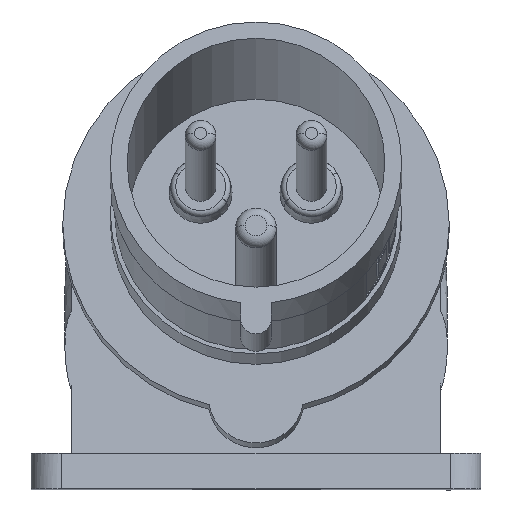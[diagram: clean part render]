
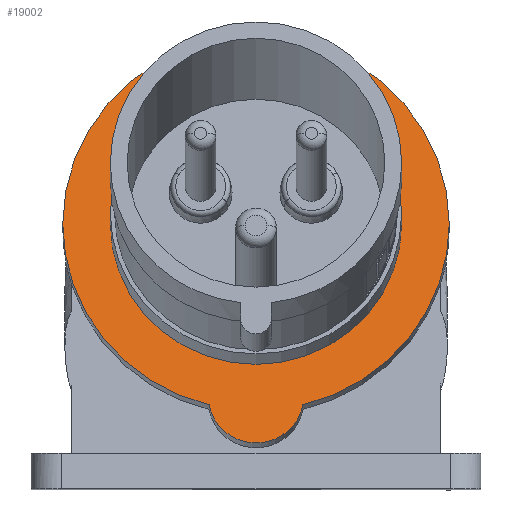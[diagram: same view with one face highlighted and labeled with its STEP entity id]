
A CAD part, top view. The second image highlights one B-rep face of the part: STEP entity #19002.
In plain terms, the highlighted planar face has unit normal (0, 0.259, 0.966).
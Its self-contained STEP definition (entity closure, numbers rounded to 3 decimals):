
#453 = CIRCLE ( 'NONE', #2195, 37.8 ) ;
#497 = AXIS2_PLACEMENT_3D ( 'NONE', #13440, #18505, #20202 ) ;
#539 = DIRECTION ( 'NONE',  ( -1., 0., 0. ) ) ;
#914 = CARTESIAN_POINT ( 'NONE',  ( 205.069, -41.168, 68.704 ) ) ;
#1241 = DIRECTION ( 'NONE',  ( 1., 0., 0. ) ) ;
#1439 = EDGE_CURVE ( 'NONE', #12831, #13635, #6356, .T. ) ;
#1558 = FACE_OUTER_BOUND ( 'NONE', #6221, .T. ) ;
#1633 = ORIENTED_EDGE ( 'NONE', *, *, #1756, .F. ) ;
#1756 = EDGE_CURVE ( 'NONE', #19813, #7557, #453, .T. ) ;
#1946 = CARTESIAN_POINT ( 'NONE',  ( 233.569, -41.168, 68.704 ) ) ;
#2176 = CIRCLE ( 'NONE', #20946, 9.3 ) ;
#2195 = AXIS2_PLACEMENT_3D ( 'NONE', #16384, #8052, #16305 ) ;
#2453 = EDGE_CURVE ( 'NONE', #18267, #18000, #21996, .T. ) ;
#2626 = AXIS2_PLACEMENT_3D ( 'NONE', #914, #15456, #539 ) ;
#3082 = CARTESIAN_POINT ( 'NONE',  ( 242.869, -41.168, 68.704 ) ) ;
#3964 = ORIENTED_EDGE ( 'NONE', *, *, #12320, .F. ) ;
#4041 = DIRECTION ( 'NONE',  ( 0., -0.259, -0.966 ) ) ;
#4170 = CARTESIAN_POINT ( 'NONE',  ( 176.569, -41.168, 68.704 ) ) ;
#4229 = EDGE_CURVE ( 'NONE', #18000, #18267, #19390, .T. ) ;
#4590 = CARTESIAN_POINT ( 'NONE',  ( 205.069, -13.639, 61.327 ) ) ;
#5351 = AXIS2_PLACEMENT_3D ( 'NONE', #21648, #16940, #8393 ) ;
#5537 = CARTESIAN_POINT ( 'NONE',  ( 214.235, -76.59, 78.195 ) ) ;
#6221 = EDGE_LOOP ( 'NONE', ( #18544, #6736, #1633, #3964 ) ) ;
#6313 = PLANE ( 'NONE',  #13948 ) ;
#6356 = CIRCLE ( 'NONE', #2626, 37.8 ) ;
#6736 = ORIENTED_EDGE ( 'NONE', *, *, #10459, .T. ) ;
#7557 = VERTEX_POINT ( 'NONE', #5537 ) ;
#8011 = DIRECTION ( 'NONE',  ( 1., 0., 0. ) ) ;
#8052 = DIRECTION ( 'NONE',  ( 0., -0.259, -0.966 ) ) ;
#8393 = DIRECTION ( 'NONE',  ( -1., 0., 0. ) ) ;
#8688 = CARTESIAN_POINT ( 'NONE',  ( 195.903, -76.59, 78.195 ) ) ;
#10424 = AXIS2_PLACEMENT_3D ( 'NONE', #14230, #4041, #15936 ) ;
#10459 = EDGE_CURVE ( 'NONE', #12831, #7557, #2176, .T. ) ;
#11405 = DIRECTION ( 'NONE',  ( 0., 0.259, 0.966 ) ) ;
#12320 = EDGE_CURVE ( 'NONE', #13635, #19813, #16227, .T. ) ;
#12831 = VERTEX_POINT ( 'NONE', #8688 ) ;
#12834 = ORIENTED_EDGE ( 'NONE', *, *, #4229, .T. ) ;
#13440 = CARTESIAN_POINT ( 'NONE',  ( 205.069, -41.168, 68.704 ) ) ;
#13635 = VERTEX_POINT ( 'NONE', #16167 ) ;
#13948 = AXIS2_PLACEMENT_3D ( 'NONE', #4590, #14713, #8011 ) ;
#14230 = CARTESIAN_POINT ( 'NONE',  ( 205.069, -41.168, 68.704 ) ) ;
#14713 = DIRECTION ( 'NONE',  ( 0., 0.259, 0.966 ) ) ;
#14790 = ORIENTED_EDGE ( 'NONE', *, *, #2453, .T. ) ;
#15456 = DIRECTION ( 'NONE',  ( 0., -0.259, -0.966 ) ) ;
#15936 = DIRECTION ( 'NONE',  ( -1., 0., 0. ) ) ;
#16167 = CARTESIAN_POINT ( 'NONE',  ( 167.269, -41.168, 68.704 ) ) ;
#16227 = CIRCLE ( 'NONE', #10424, 37.8 ) ;
#16305 = DIRECTION ( 'NONE',  ( -1., 0., 0. ) ) ;
#16384 = CARTESIAN_POINT ( 'NONE',  ( 205.069, -41.168, 68.704 ) ) ;
#16940 = DIRECTION ( 'NONE',  ( 0., -0.259, -0.966 ) ) ;
#18000 = VERTEX_POINT ( 'NONE', #1946 ) ;
#18267 = VERTEX_POINT ( 'NONE', #4170 ) ;
#18505 = DIRECTION ( 'NONE',  ( 0., -0.259, -0.966 ) ) ;
#18544 = ORIENTED_EDGE ( 'NONE', *, *, #1439, .F. ) ;
#18600 = FACE_BOUND ( 'NONE', #20464, .T. ) ;
#19002 = ADVANCED_FACE ( 'NONE', ( #1558, #18600 ), #6313, .T. ) ;
#19390 = CIRCLE ( 'NONE', #497, 28.5 ) ;
#19813 = VERTEX_POINT ( 'NONE', #3082 ) ;
#20202 = DIRECTION ( 'NONE',  ( -1., 0., 0. ) ) ;
#20464 = EDGE_LOOP ( 'NONE', ( #14790, #12834 ) ) ;
#20946 = AXIS2_PLACEMENT_3D ( 'NONE', #21616, #11405, #1241 ) ;
#21616 = CARTESIAN_POINT ( 'NONE',  ( 205.069, -75.072, 77.788 ) ) ;
#21648 = CARTESIAN_POINT ( 'NONE',  ( 205.069, -41.168, 68.704 ) ) ;
#21996 = CIRCLE ( 'NONE', #5351, 28.5 ) ;
